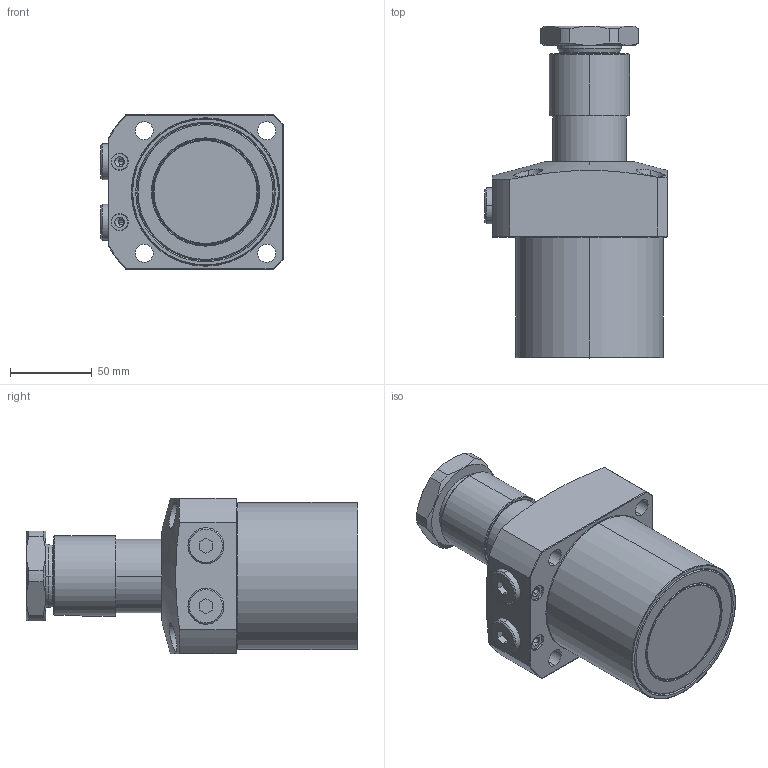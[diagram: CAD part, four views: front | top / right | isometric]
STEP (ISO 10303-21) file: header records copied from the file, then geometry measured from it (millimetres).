
FILE_DESCRIPTION (( 'STEP AP203' ), '1' );
FILE_NAME ('LHA0900-CL.STEP', '2018-12-15T03:47:01', ( '微软用户' ), ( '微软中国' ), 'SwSTEP 2.0', 'SolidWorks 2012', '' );
FILE_SCHEMA (( 'CONFIG_CONTROL_DESIGN' ));
Length unit declared in the file: millimetre
Products named in the file (7): LHA0900-咂衝椳紕_蹬怮椔); LHA0900-槭暌溛(蹬怮椔); LHA0900-楓羔_蹬怮椔); LHA0900-ů_; LHA0900-簸忣諍匏_; Gȼ__8; LHA0900-CL
Assembly tree (7 placements, depth 2):
  LHA0900-CL
    LHA0900-槭暌溛(蹬怮椔)
    LHA0900-咂衝椳紕_蹬怮椔)
    LHA0900-楓羔_蹬怮椔)
    LHA0900-ů_
    LHA0900-簸忣諍匏_
    Gȼ__8  x2
Bounding box: 111.5 x 203 x 95 mm (x, y, z)
Volume: 1019816.9 mm3; surface area: 108790.3 mm2
Topology: 7 solids, 7 shells, 233 faces, 549 edges, 344 vertices
Faces by surface type: cylinder 79, plane 79, cone 49, torus 24, sphere 2
Entity records: 8017 total; most frequent: CARTESIAN_POINT 2164, DIRECTION 1105, ORIENTED_EDGE 1042, EDGE_CURVE 521, AXIS2_PLACEMENT_3D 454, VERTEX_POINT 326, EDGE_LOOP 247, CIRCLE 224
